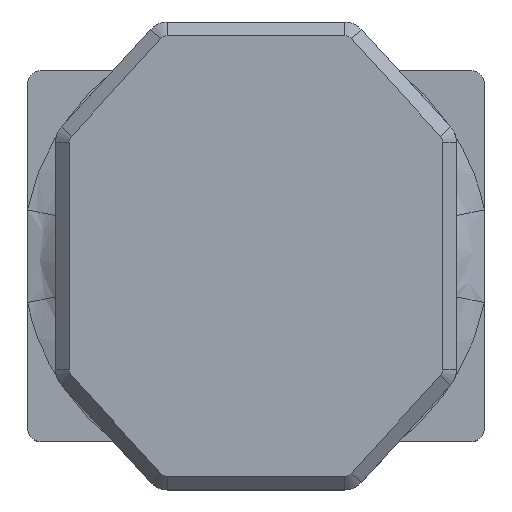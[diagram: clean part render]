
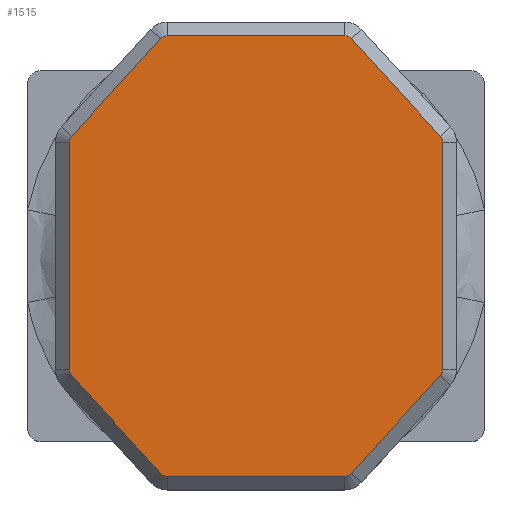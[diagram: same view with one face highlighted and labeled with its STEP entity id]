
A CAD part, top view. The second image highlights one B-rep face of the part: STEP entity #1515.
In plain terms, the highlighted planar face has unit normal (0, 0, 1).
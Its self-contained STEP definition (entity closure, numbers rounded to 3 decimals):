
#140 = VECTOR ( 'NONE', #1736, 1000. ) ;
#164 = AXIS2_PLACEMENT_3D ( 'NONE', #463, #1490, #3205 ) ;
#179 = ORIENTED_EDGE ( 'NONE', *, *, #3971, .F. ) ;
#184 = VERTEX_POINT ( 'NONE', #4234 ) ;
#321 = CARTESIAN_POINT ( 'NONE',  ( -23.251, -14.153, 2.451 ) ) ;
#330 = DIRECTION ( 'NONE',  ( -0.675, 0.738, 0. ) ) ;
#369 = CIRCLE ( 'NONE', #2817, 0.119 ) ;
#420 = EDGE_CURVE ( 'NONE', #3942, #952, #1425, .T. ) ;
#421 = CARTESIAN_POINT ( 'NONE',  ( -23.251, -19.86, 2.451 ) ) ;
#438 = VECTOR ( 'NONE', #330, 1000. ) ;
#463 = CARTESIAN_POINT ( 'NONE',  ( -19.668, -15.513, 2.451 ) ) ;
#476 = VECTOR ( 'NONE', #3240, 1000. ) ;
#496 = CIRCLE ( 'NONE', #1189, 0.119 ) ;
#570 = CARTESIAN_POINT ( 'NONE',  ( -24.632, -19.899, 2.451 ) ) ;
#584 = AXIS2_PLACEMENT_3D ( 'NONE', #926, #3675, #2665 ) ;
#612 = LINE ( 'NONE', #570, #476 ) ;
#627 = CARTESIAN_POINT ( 'NONE',  ( -24.42, -15.433, 2.451 ) ) ;
#675 = CARTESIAN_POINT ( 'NONE',  ( -19.58, -18.581, 2.451 ) ) ;
#704 = VECTOR ( 'NONE', #4019, 1000. ) ;
#740 = CARTESIAN_POINT ( 'NONE',  ( -24.451, -18.5, 2.451 ) ) ;
#769 = AXIS2_PLACEMENT_3D ( 'NONE', #1542, #1254, #894 ) ;
#796 = VERTEX_POINT ( 'NONE', #4086 ) ;
#840 = CARTESIAN_POINT ( 'NONE',  ( -19.549, -20.08, 2.451 ) ) ;
#891 = DIRECTION ( 'NONE',  ( 0., -1., 0. ) ) ;
#894 = DIRECTION ( 'NONE',  ( -1., 0., 0. ) ) ;
#926 = CARTESIAN_POINT ( 'NONE',  ( -23.163, -14.234, 2.451 ) ) ;
#934 = ORIENTED_EDGE ( 'NONE', *, *, #2570, .F. ) ;
#952 = VERTEX_POINT ( 'NONE', #1263 ) ;
#990 = ORIENTED_EDGE ( 'NONE', *, *, #2914, .T. ) ;
#996 = CARTESIAN_POINT ( 'NONE',  ( -20.749, -14.153, 2.451 ) ) ;
#1012 = CARTESIAN_POINT ( 'NONE',  ( -24.632, -14.115, 2.451 ) ) ;
#1031 = LINE ( 'NONE', #1012, #2394 ) ;
#1114 = ORIENTED_EDGE ( 'NONE', *, *, #1705, .T. ) ;
#1126 = VERTEX_POINT ( 'NONE', #3629 ) ;
#1142 = VERTEX_POINT ( 'NONE', #1777 ) ;
#1189 = AXIS2_PLACEMENT_3D ( 'NONE', #2757, #2352, #4090 ) ;
#1254 = DIRECTION ( 'NONE',  ( 0., 0., -1. ) ) ;
#1263 = CARTESIAN_POINT ( 'NONE',  ( -23.163, -19.899, 2.451 ) ) ;
#1276 = VERTEX_POINT ( 'NONE', #740 ) ;
#1325 = EDGE_CURVE ( 'NONE', #1436, #3418, #2793, .T. ) ;
#1348 = CARTESIAN_POINT ( 'NONE',  ( -19.58, -18.581, 2.451 ) ) ;
#1417 = ORIENTED_EDGE ( 'NONE', *, *, #3925, .F. ) ;
#1425 = CIRCLE ( 'NONE', #3881, 0.119 ) ;
#1436 = VERTEX_POINT ( 'NONE', #996 ) ;
#1464 = CARTESIAN_POINT ( 'NONE',  ( -24.42, -15.433, 2.451 ) ) ;
#1490 = DIRECTION ( 'NONE',  ( 0., 0., -1. ) ) ;
#1515 = ADVANCED_FACE ( 'NONE', ( #3794 ), #2785, .T. ) ;
#1517 = DIRECTION ( 'NONE',  ( 0., 0., 1. ) ) ;
#1542 = CARTESIAN_POINT ( 'NONE',  ( -24.332, -15.513, 2.451 ) ) ;
#1560 = LINE ( 'NONE', #840, #2607 ) ;
#1705 = EDGE_CURVE ( 'NONE', #1812, #2935, #1031, .T. ) ;
#1736 = DIRECTION ( 'NONE',  ( 0.675, -0.738, 0. ) ) ;
#1737 = LINE ( 'NONE', #1348, #704 ) ;
#1777 = CARTESIAN_POINT ( 'NONE',  ( -20.749, -19.86, 2.451 ) ) ;
#1792 = DIRECTION ( 'NONE',  ( 0., 0., 1. ) ) ;
#1812 = VERTEX_POINT ( 'NONE', #2717 ) ;
#1813 = VERTEX_POINT ( 'NONE', #1464 ) ;
#1953 = LINE ( 'NONE', #627, #2023 ) ;
#2009 = CARTESIAN_POINT ( 'NONE',  ( -23.163, -14.115, 2.451 ) ) ;
#2023 = VECTOR ( 'NONE', #2676, 1000. ) ;
#2131 = CARTESIAN_POINT ( 'NONE',  ( -24.632, -20.08, 2.451 ) ) ;
#2160 = EDGE_CURVE ( 'NONE', #952, #1126, #612, .T. ) ;
#2164 = DIRECTION ( 'NONE',  ( -1., 0., 0. ) ) ;
#2233 = AXIS2_PLACEMENT_3D ( 'NONE', #2531, #3118, #2164 ) ;
#2237 = CARTESIAN_POINT ( 'NONE',  ( -24.451, -15.513, 2.451 ) ) ;
#2328 = EDGE_CURVE ( 'NONE', #1276, #4172, #2682, .T. ) ;
#2352 = DIRECTION ( 'NONE',  ( 0., 0., 1. ) ) ;
#2394 = VECTOR ( 'NONE', #4288, 1000. ) ;
#2412 = ORIENTED_EDGE ( 'NONE', *, *, #2328, .F. ) ;
#2424 = DIRECTION ( 'NONE',  ( 0., 1., 0. ) ) ;
#2438 = EDGE_CURVE ( 'NONE', #796, #3395, #3903, .T. ) ;
#2469 = CIRCLE ( 'NONE', #584, 0.119 ) ;
#2531 = CARTESIAN_POINT ( 'NONE',  ( -19.668, -18.501, 2.451 ) ) ;
#2570 = EDGE_CURVE ( 'NONE', #3745, #1276, #369, .T. ) ;
#2607 = VECTOR ( 'NONE', #891, 1000. ) ;
#2609 = ORIENTED_EDGE ( 'NONE', *, *, #2438, .F. ) ;
#2615 = ORIENTED_EDGE ( 'NONE', *, *, #3938, .T. ) ;
#2654 = ORIENTED_EDGE ( 'NONE', *, *, #2160, .T. ) ;
#2665 = DIRECTION ( 'NONE',  ( -1., 0., 0. ) ) ;
#2676 = DIRECTION ( 'NONE',  ( 0.675, 0.738, 0. ) ) ;
#2682 = LINE ( 'NONE', #4078, #3967 ) ;
#2717 = CARTESIAN_POINT ( 'NONE',  ( -20.837, -14.115, 2.451 ) ) ;
#2729 = DIRECTION ( 'NONE',  ( 0., 0., 1. ) ) ;
#2732 = ORIENTED_EDGE ( 'NONE', *, *, #2961, .F. ) ;
#2754 = EDGE_CURVE ( 'NONE', #3942, #3745, #3422, .T. ) ;
#2757 = CARTESIAN_POINT ( 'NONE',  ( -20.837, -14.234, 2.451 ) ) ;
#2785 = PLANE ( 'NONE',  #3084 ) ;
#2793 = LINE ( 'NONE', #4123, #140 ) ;
#2812 = DIRECTION ( 'NONE',  ( 1., 0., 0. ) ) ;
#2817 = AXIS2_PLACEMENT_3D ( 'NONE', #3930, #4274, #3314 ) ;
#2914 = EDGE_CURVE ( 'NONE', #2935, #4068, #2469, .T. ) ;
#2935 = VERTEX_POINT ( 'NONE', #2009 ) ;
#2961 = EDGE_CURVE ( 'NONE', #3418, #184, #3376, .T. ) ;
#2985 = EDGE_CURVE ( 'NONE', #184, #796, #1560, .T. ) ;
#2999 = AXIS2_PLACEMENT_3D ( 'NONE', #3188, #1517, #3583 ) ;
#3057 = ORIENTED_EDGE ( 'NONE', *, *, #420, .T. ) ;
#3068 = CARTESIAN_POINT ( 'NONE',  ( -24.42, -18.581, 2.451 ) ) ;
#3084 = AXIS2_PLACEMENT_3D ( 'NONE', #2131, #1792, #2812 ) ;
#3118 = DIRECTION ( 'NONE',  ( 0., 0., -1. ) ) ;
#3188 = CARTESIAN_POINT ( 'NONE',  ( -20.837, -19.78, 2.451 ) ) ;
#3205 = DIRECTION ( 'NONE',  ( -1., 0., 0. ) ) ;
#3240 = DIRECTION ( 'NONE',  ( 1., 0., 0. ) ) ;
#3255 = EDGE_CURVE ( 'NONE', #1436, #1812, #496, .T. ) ;
#3314 = DIRECTION ( 'NONE',  ( -1., 0., 0. ) ) ;
#3324 = DIRECTION ( 'NONE',  ( -1., 0., 0. ) ) ;
#3376 = CIRCLE ( 'NONE', #164, 0.119 ) ;
#3395 = VERTEX_POINT ( 'NONE', #675 ) ;
#3400 = EDGE_CURVE ( 'NONE', #3395, #1142, #1737, .T. ) ;
#3418 = VERTEX_POINT ( 'NONE', #3739 ) ;
#3422 = LINE ( 'NONE', #421, #438 ) ;
#3440 = ORIENTED_EDGE ( 'NONE', *, *, #3255, .T. ) ;
#3533 = CIRCLE ( 'NONE', #769, 0.119 ) ;
#3554 = ORIENTED_EDGE ( 'NONE', *, *, #1325, .F. ) ;
#3583 = DIRECTION ( 'NONE',  ( -1., 0., 0. ) ) ;
#3604 = CARTESIAN_POINT ( 'NONE',  ( -23.251, -19.86, 2.451 ) ) ;
#3616 = ORIENTED_EDGE ( 'NONE', *, *, #2754, .F. ) ;
#3629 = CARTESIAN_POINT ( 'NONE',  ( -20.837, -19.899, 2.451 ) ) ;
#3675 = DIRECTION ( 'NONE',  ( 0., 0., 1. ) ) ;
#3739 = CARTESIAN_POINT ( 'NONE',  ( -19.58, -15.433, 2.451 ) ) ;
#3745 = VERTEX_POINT ( 'NONE', #3068 ) ;
#3770 = CIRCLE ( 'NONE', #2999, 0.119 ) ;
#3794 = FACE_OUTER_BOUND ( 'NONE', #3873, .T. ) ;
#3873 = EDGE_LOOP ( 'NONE', ( #4201, #2732, #3554, #3440, #1114, #990, #179, #1417, #2412, #934, #3616, #3057, #2654, #2615, #4205, #2609 ) ) ;
#3881 = AXIS2_PLACEMENT_3D ( 'NONE', #4065, #2729, #3324 ) ;
#3903 = CIRCLE ( 'NONE', #2233, 0.119 ) ;
#3925 = EDGE_CURVE ( 'NONE', #4172, #1813, #3533, .T. ) ;
#3930 = CARTESIAN_POINT ( 'NONE',  ( -24.332, -18.5, 2.451 ) ) ;
#3938 = EDGE_CURVE ( 'NONE', #1126, #1142, #3770, .T. ) ;
#3942 = VERTEX_POINT ( 'NONE', #3604 ) ;
#3967 = VECTOR ( 'NONE', #2424, 1000. ) ;
#3971 = EDGE_CURVE ( 'NONE', #1813, #4068, #1953, .T. ) ;
#4019 = DIRECTION ( 'NONE',  ( -0.675, -0.738, 0. ) ) ;
#4065 = CARTESIAN_POINT ( 'NONE',  ( -23.163, -19.78, 2.451 ) ) ;
#4068 = VERTEX_POINT ( 'NONE', #321 ) ;
#4078 = CARTESIAN_POINT ( 'NONE',  ( -24.451, -20.08, 2.451 ) ) ;
#4086 = CARTESIAN_POINT ( 'NONE',  ( -19.549, -18.501, 2.451 ) ) ;
#4090 = DIRECTION ( 'NONE',  ( -1., 0., 0. ) ) ;
#4123 = CARTESIAN_POINT ( 'NONE',  ( -20.749, -14.153, 2.451 ) ) ;
#4172 = VERTEX_POINT ( 'NONE', #2237 ) ;
#4201 = ORIENTED_EDGE ( 'NONE', *, *, #2985, .F. ) ;
#4205 = ORIENTED_EDGE ( 'NONE', *, *, #3400, .F. ) ;
#4234 = CARTESIAN_POINT ( 'NONE',  ( -19.549, -15.513, 2.451 ) ) ;
#4274 = DIRECTION ( 'NONE',  ( 0., 0., -1. ) ) ;
#4288 = DIRECTION ( 'NONE',  ( -1., 0., 0. ) ) ;
